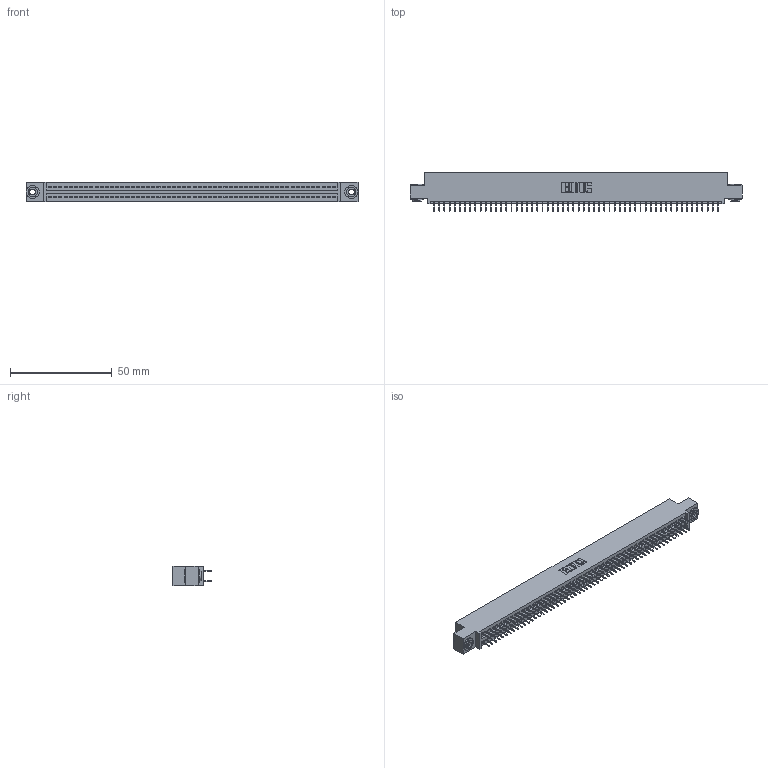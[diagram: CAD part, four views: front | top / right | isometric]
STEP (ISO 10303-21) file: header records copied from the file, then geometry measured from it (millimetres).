
FILE_DESCRIPTION (( 'STEP AP203' ), '1' );
FILE_NAME ('845-112-525-503.STEP', '2020-09-24T07:33:23', ( '' ), ( '' ), 'SwSTEP 2.0', 'SolidWorks 2020', '' );
FILE_SCHEMA (( 'CONFIG_CONTROL_DESIGN' ));
Length unit declared in the file: inch
Products named in the file (4): 345-250-002_345-250-002-102; 845-112-525-503; 845 Part_0.110 Offset - 0.156 Dia-TH; 345-292-001_345-293-125
Assembly tree (115 placements, depth 2):
  845-112-525-503
    845 Part_0.110 Offset - 0.156 Dia-TH
    345-292-001_345-293-125  x112
    345-250-002_345-250-002-102  x2
Bounding box: 163.45 x 18.72 x 9.4 mm (x, y, z)
Volume: 15769.2 mm3; surface area: 23322.9 mm2
Topology: 115 solids, 115 shells, 6216 faces, 17565 edges, 11258 vertices
Faces by surface type: plane 4462, cylinder 1746, cone 8
Entity records: 42910 total; most frequent: CARTESIAN_POINT 7155, ORIENTED_EDGE 7082, DIRECTION 6323, EDGE_CURVE 3541, LINE 3165, VECTOR 3165, VERTEX_POINT 2354, AXIS2_PLACEMENT_3D 1579
